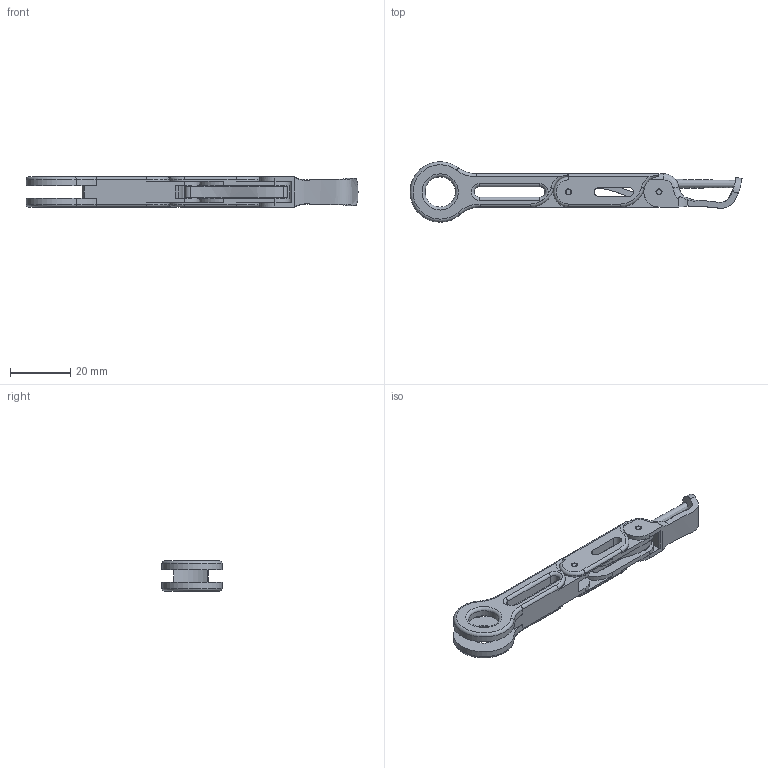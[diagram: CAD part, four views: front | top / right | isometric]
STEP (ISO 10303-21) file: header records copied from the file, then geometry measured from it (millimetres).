
FILE_DESCRIPTION(/* description */ (''),/* implementation_level */ '2;1');
FILE_NAME(/* name */ 'middlefinger v18.stp',/* time_stamp */ '2022-06-18T22:55:01+02:00',/* author */ (''),/* organization */ (''),/* preprocessor_version */ 'ST-DEVELOPER v19',/* originating_system */ 'Autodesk Translation Framework v11.7.0.108',/* authorisation */ '');
FILE_SCHEMA (('AUTOMOTIVE_DESIGN { 1 0 10303 214 3 1 1 }'));
Length unit declared in the file: millimetre
Products named in the file (5): middle_finger; middle_proximal_phalanx; middle_phalanx; distal_phalanx; linkage
Assembly tree (4 placements, depth 2):
  middle_finger
    middle_proximal_phalanx
    middle_phalanx
    distal_phalanx
    linkage
Bounding box: 109.99 x 19.98 x 10 mm (x, y, z)
Volume: 7402.6 mm3; surface area: 7431.6 mm2
Topology: 4 solids, 4 shells, 171 faces, 447 edges, 281 vertices
Faces by surface type: cylinder 77, plane 56, torus 22, bspline 15, cone 1
Full cylindrical faces by diameter (mm): 1.5 x4, 1.7 x2, 2 x4, 10 x2
Entity records: 6792 total; most frequent: CARTESIAN_POINT 2358, DIRECTION 914, ORIENTED_EDGE 894, EDGE_CURVE 447, AXIS2_PLACEMENT_3D 360, VERTEX_POINT 281, EDGE_LOOP 204, LINE 194
